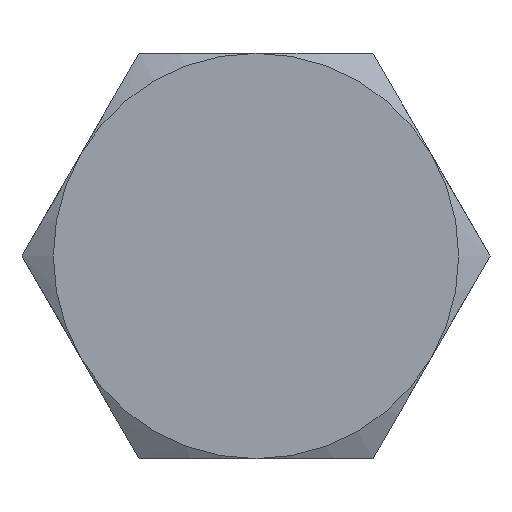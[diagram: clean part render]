
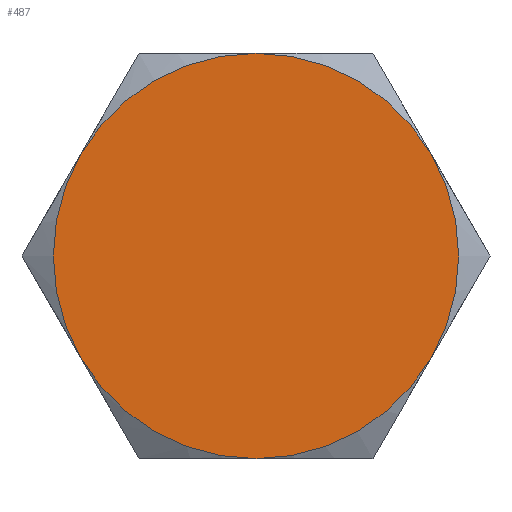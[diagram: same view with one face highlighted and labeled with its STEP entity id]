
A CAD part, left-side view. The second image highlights one B-rep face of the part: STEP entity #487.
In plain terms, the highlighted planar face has unit normal (-1, 0, 0).
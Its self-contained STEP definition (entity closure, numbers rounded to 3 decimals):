
#27 = DIRECTION ( 'NONE',  ( 1., 0., 0. ) ) ;
#41 = AXIS2_PLACEMENT_3D ( 'NONE', #135, #534, #652 ) ;
#45 = DIRECTION ( 'NONE',  ( 1., 0., 0. ) ) ;
#54 = DIRECTION ( 'NONE',  ( 1., 0., 0. ) ) ;
#92 = AXIS2_PLACEMENT_3D ( 'NONE', #419, #27, #587 ) ;
#107 = EDGE_CURVE ( 'NONE', #636, #463, #390, .T. ) ;
#135 = CARTESIAN_POINT ( 'NONE',  ( 0., 0., 0. ) ) ;
#145 = DIRECTION ( 'NONE',  ( 1., 0., 0. ) ) ;
#158 = DIRECTION ( 'NONE',  ( 1., 0., 0. ) ) ;
#162 = CARTESIAN_POINT ( 'NONE',  ( 0., 4.33, 2.5 ) ) ;
#172 = PLANE ( 'NONE',  #458 ) ;
#185 = DIRECTION ( 'NONE',  ( 0., 0., -1. ) ) ;
#195 = DIRECTION ( 'NONE',  ( 1., 0., 0. ) ) ;
#209 = ORIENTED_EDGE ( 'NONE', *, *, #107, .T. ) ;
#213 = EDGE_CURVE ( 'NONE', #420, #463, #653, .T. ) ;
#216 = AXIS2_PLACEMENT_3D ( 'NONE', #488, #145, #658 ) ;
#218 = EDGE_CURVE ( 'NONE', #327, #643, #548, .T. ) ;
#225 = AXIS2_PLACEMENT_3D ( 'NONE', #612, #158, #555 ) ;
#238 = AXIS2_PLACEMENT_3D ( 'NONE', #286, #54, #185 ) ;
#255 = CARTESIAN_POINT ( 'NONE',  ( 0., 4.33, -2.5 ) ) ;
#282 = ORIENTED_EDGE ( 'NONE', *, *, #295, .F. ) ;
#285 = CARTESIAN_POINT ( 'NONE',  ( 0., 0., -5. ) ) ;
#286 = CARTESIAN_POINT ( 'NONE',  ( 0., 0., 0. ) ) ;
#293 = ORIENTED_EDGE ( 'NONE', *, *, #213, .F. ) ;
#295 = EDGE_CURVE ( 'NONE', #643, #605, #674, .T. ) ;
#327 = VERTEX_POINT ( 'NONE', #701 ) ;
#337 = CIRCLE ( 'NONE', #238, 5. ) ;
#344 = CARTESIAN_POINT ( 'NONE',  ( 0., -4.33, -2.5 ) ) ;
#379 = ORIENTED_EDGE ( 'NONE', *, *, #218, .F. ) ;
#390 = CIRCLE ( 'NONE', #41, 5. ) ;
#393 = EDGE_CURVE ( 'NONE', #636, #327, #704, .T. ) ;
#418 = ORIENTED_EDGE ( 'NONE', *, *, #393, .F. ) ;
#419 = CARTESIAN_POINT ( 'NONE',  ( 0., 0., 0. ) ) ;
#420 = VERTEX_POINT ( 'NONE', #255 ) ;
#458 = AXIS2_PLACEMENT_3D ( 'NONE', #680, #45, #510 ) ;
#463 = VERTEX_POINT ( 'NONE', #162 ) ;
#487 = ADVANCED_FACE ( 'NONE', ( #740 ), #172, .F. ) ;
#488 = CARTESIAN_POINT ( 'NONE',  ( 0., 0., 0. ) ) ;
#496 = ORIENTED_EDGE ( 'NONE', *, *, #614, .F. ) ;
#510 = DIRECTION ( 'NONE',  ( 0., 0., -1. ) ) ;
#534 = DIRECTION ( 'NONE',  ( -1., 0., 0. ) ) ;
#548 = CIRCLE ( 'NONE', #216, 5. ) ;
#555 = DIRECTION ( 'NONE',  ( 0., 0., -1. ) ) ;
#573 = AXIS2_PLACEMENT_3D ( 'NONE', #716, #195, #712 ) ;
#587 = DIRECTION ( 'NONE',  ( 0., 0., -1. ) ) ;
#605 = VERTEX_POINT ( 'NONE', #285 ) ;
#612 = CARTESIAN_POINT ( 'NONE',  ( 0., 0., 0. ) ) ;
#614 = EDGE_CURVE ( 'NONE', #605, #420, #337, .T. ) ;
#636 = VERTEX_POINT ( 'NONE', #744 ) ;
#643 = VERTEX_POINT ( 'NONE', #344 ) ;
#652 = DIRECTION ( 'NONE',  ( 0., 0., 1. ) ) ;
#653 = CIRCLE ( 'NONE', #573, 5. ) ;
#658 = DIRECTION ( 'NONE',  ( 0., 0., -1. ) ) ;
#674 = CIRCLE ( 'NONE', #92, 5. ) ;
#680 = CARTESIAN_POINT ( 'NONE',  ( 0., 5.774, 0. ) ) ;
#701 = CARTESIAN_POINT ( 'NONE',  ( 0., -4.33, 2.5 ) ) ;
#704 = CIRCLE ( 'NONE', #225, 5. ) ;
#712 = DIRECTION ( 'NONE',  ( 0., 0., -1. ) ) ;
#716 = CARTESIAN_POINT ( 'NONE',  ( 0., 0., 0. ) ) ;
#729 = EDGE_LOOP ( 'NONE', ( #496, #282, #379, #418, #209, #293 ) ) ;
#740 = FACE_OUTER_BOUND ( 'NONE', #729, .T. ) ;
#744 = CARTESIAN_POINT ( 'NONE',  ( 0., 0., 5. ) ) ;
